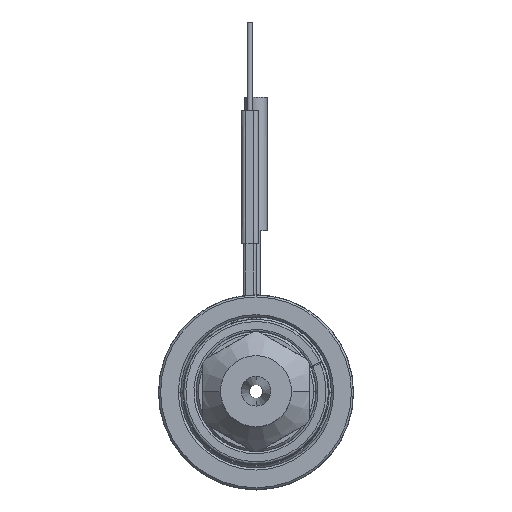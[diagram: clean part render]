
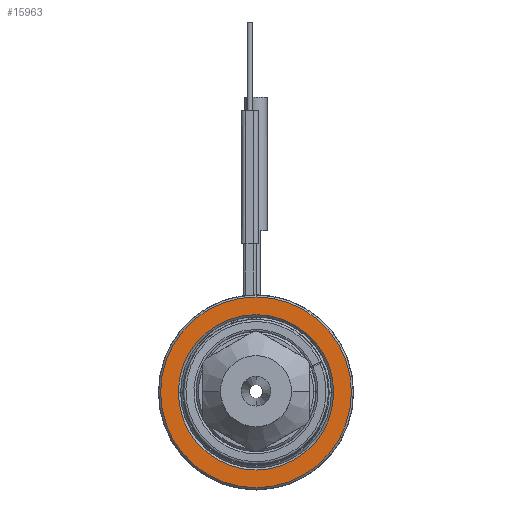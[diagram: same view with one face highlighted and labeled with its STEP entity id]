
A CAD part, top view. The second image highlights one B-rep face of the part: STEP entity #15963.
In plain terms, the highlighted planar face has unit normal (0, 0, 1).
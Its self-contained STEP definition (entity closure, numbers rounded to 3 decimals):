
#6183=CARTESIAN_POINT('',(0.,0.,40.));
#6184=DIRECTION('',(0.,0.,-1.));
#6185=DIRECTION('',(-1.,0.,0.));
#6186=AXIS2_PLACEMENT_3D('',#6183,#6184,#6185);
#6197=CARTESIAN_POINT('',(0.,0.,
40.));
#6198=DIRECTION('',(0.,0.,-1.));
#6199=DIRECTION('',(1.,0.,0.));
#6200=AXIS2_PLACEMENT_3D('',#6197,#6198,#6199);
#6211=CARTESIAN_POINT('',(0.,0.,
40.));
#6212=DIRECTION('',(0.,0.,-1.));
#6213=DIRECTION('',(1.,0.,0.));
#6214=AXIS2_PLACEMENT_3D('',#6211,#6212,#6213);
#6225=CARTESIAN_POINT('',(0.,0.,
40.));
#6226=DIRECTION('',(0.,0.,-1.));
#6227=DIRECTION('',(-1.,0.,0.));
#6228=AXIS2_PLACEMENT_3D('',#6225,#6226,#6227);
#6420=CARTESIAN_POINT('',(21.5,0.,40.));
#6421=CARTESIAN_POINT('',(-21.5,0.,40.));
#6422=VERTEX_POINT('',#6420);
#6423=VERTEX_POINT('',#6421);
#6424=CARTESIAN_POINT('',(17.5,0.,40.));
#6425=CARTESIAN_POINT('',(-17.5,0.,40.));
#6426=VERTEX_POINT('',#6424);
#6427=VERTEX_POINT('',#6425);
#15948=CARTESIAN_POINT('',(0.,0.,40.));
#15949=DIRECTION('',(0.,0.,1.));
#15950=DIRECTION('',(-1.,0.,0.));
#15951=AXIS2_PLACEMENT_3D('',#15948,#15949,#15950);
#15952=PLANE('',#15951);
#15953=ORIENTED_EDGE('',*,*,#15930,.T.);
#15954=ORIENTED_EDGE('',*,*,#15915,.T.);
#15955=EDGE_LOOP('',(#15953,#15954));
#15956=FACE_OUTER_BOUND('',#15955,.F.);
#15958=ORIENTED_EDGE('',*,*,#15957,.F.);
#15960=ORIENTED_EDGE('',*,*,#15959,.F.);
#15961=EDGE_LOOP('',(#15958,#15960));
#15962=FACE_BOUND('',#15961,.F.);
#6187=CIRCLE('',#6186,21.5);
#6201=CIRCLE('',#6200,21.5);
#6215=CIRCLE('',#6214,17.5);
#6229=CIRCLE('',#6228,17.5);
#15915=EDGE_CURVE('',#6423,#6422,#6187,.T.);
#15930=EDGE_CURVE('',#6422,#6423,#6201,.T.);
#15957=EDGE_CURVE('',#6426,#6427,#6215,.T.);
#15959=EDGE_CURVE('',#6427,#6426,#6229,.T.);
#15963=ADVANCED_FACE('',(#15956,#15962),#15952,.T.);
